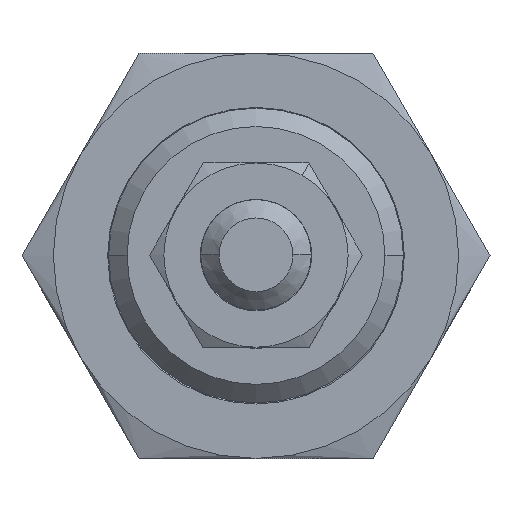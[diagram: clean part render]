
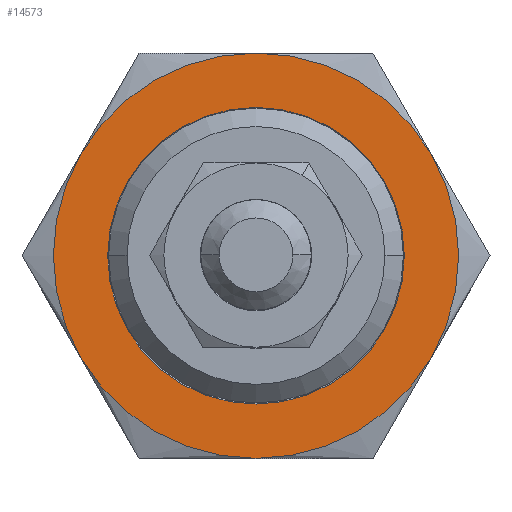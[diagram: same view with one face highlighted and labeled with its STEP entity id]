
A CAD part, top view. The second image highlights one B-rep face of the part: STEP entity #14573.
In plain terms, the highlighted planar face has unit normal (0, 0, 1).
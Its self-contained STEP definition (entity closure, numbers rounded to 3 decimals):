
#248 = DIRECTION ( 'NONE',  ( 0., 0., -1. ) ) ;
#332 = EDGE_CURVE ( 'NONE', #3151, #3071, #7055, .T. ) ;
#485 = DIRECTION ( 'NONE',  ( 0., 1., 0. ) ) ;
#1270 = VERTEX_POINT ( 'NONE', #22539 ) ;
#1840 = AXIS2_PLACEMENT_3D ( 'NONE', #15886, #23576, #8318 ) ;
#2169 = ORIENTED_EDGE ( 'NONE', *, *, #11524, .F. ) ;
#2508 = CIRCLE ( 'NONE', #19137, 11. ) ;
#3071 = VERTEX_POINT ( 'NONE', #14196 ) ;
#3151 = VERTEX_POINT ( 'NONE', #24472 ) ;
#3965 = VERTEX_POINT ( 'NONE', #6568 ) ;
#4024 = VERTEX_POINT ( 'NONE', #24418 ) ;
#4274 = FACE_OUTER_BOUND ( 'NONE', #10205, .T. ) ;
#4290 = VERTEX_POINT ( 'NONE', #17839 ) ;
#4673 = DIRECTION ( 'NONE',  ( 0., 1., 0. ) ) ;
#6004 = PLANE ( 'NONE',  #23458 ) ;
#6568 = CARTESIAN_POINT ( 'NONE',  ( -9.526, 5.5, 313. ) ) ;
#6888 = CARTESIAN_POINT ( 'NONE',  ( 0., 0., 313. ) ) ;
#7055 = CIRCLE ( 'NONE', #18152, 11. ) ;
#7160 = CARTESIAN_POINT ( 'NONE',  ( 0., 0., 313. ) ) ;
#7285 = CARTESIAN_POINT ( 'NONE',  ( 0., 0., 313. ) ) ;
#7365 = ORIENTED_EDGE ( 'NONE', *, *, #21532, .F. ) ;
#8231 = FACE_BOUND ( 'NONE', #13608, .T. ) ;
#8318 = DIRECTION ( 'NONE',  ( 0., 1., 0. ) ) ;
#8431 = AXIS2_PLACEMENT_3D ( 'NONE', #9898, #248, #485 ) ;
#8793 = CARTESIAN_POINT ( 'NONE',  ( 0., 11., 313. ) ) ;
#9066 = AXIS2_PLACEMENT_3D ( 'NONE', #7160, #14739, #11013 ) ;
#9313 = VERTEX_POINT ( 'NONE', #13411 ) ;
#9697 = CARTESIAN_POINT ( 'NONE',  ( 0., 0., 313. ) ) ;
#9898 = CARTESIAN_POINT ( 'NONE',  ( 0., 0., 313. ) ) ;
#10205 = EDGE_LOOP ( 'NONE', ( #2169, #13720, #11469, #7365, #10697, #22838 ) ) ;
#10269 = ORIENTED_EDGE ( 'NONE', *, *, #17546, .T. ) ;
#10313 = DIRECTION ( 'NONE',  ( 0., 1., 0. ) ) ;
#10697 = ORIENTED_EDGE ( 'NONE', *, *, #18892, .F. ) ;
#11013 = DIRECTION ( 'NONE',  ( 0., 1., 0. ) ) ;
#11311 = DIRECTION ( 'NONE',  ( 0., 0., -1. ) ) ;
#11453 = ORIENTED_EDGE ( 'NONE', *, *, #15344, .T. ) ;
#11469 = ORIENTED_EDGE ( 'NONE', *, *, #11665, .F. ) ;
#11524 = EDGE_CURVE ( 'NONE', #24549, #3151, #23047, .T. ) ;
#11665 = EDGE_CURVE ( 'NONE', #9313, #3965, #2508, .T. ) ;
#12110 = DIRECTION ( 'NONE',  ( 0., 0., -1. ) ) ;
#12993 = DIRECTION ( 'NONE',  ( 0., 1., 0. ) ) ;
#13411 = CARTESIAN_POINT ( 'NONE',  ( -9.526, -5.5, 313. ) ) ;
#13608 = EDGE_LOOP ( 'NONE', ( #10269, #11453 ) ) ;
#13689 = CARTESIAN_POINT ( 'NONE',  ( 0., 0., 313. ) ) ;
#13720 = ORIENTED_EDGE ( 'NONE', *, *, #13970, .F. ) ;
#13970 = EDGE_CURVE ( 'NONE', #3965, #24549, #18842, .T. ) ;
#14196 = CARTESIAN_POINT ( 'NONE',  ( 9.526, -5.5, 313. ) ) ;
#14573 = ADVANCED_FACE ( 'NONE', ( #8231, #4274 ), #6004, .F. ) ;
#14739 = DIRECTION ( 'NONE',  ( 0., 0., -1. ) ) ;
#14863 = DIRECTION ( 'NONE',  ( 0., 0., -1. ) ) ;
#15344 = EDGE_CURVE ( 'NONE', #4024, #4290, #19962, .T. ) ;
#15886 = CARTESIAN_POINT ( 'NONE',  ( 0., 0., 313. ) ) ;
#16147 = DIRECTION ( 'NONE',  ( 0., 0., -1. ) ) ;
#16215 = CARTESIAN_POINT ( 'NONE',  ( 0., 0., 313. ) ) ;
#17546 = EDGE_CURVE ( 'NONE', #4290, #4024, #24024, .T. ) ;
#17839 = CARTESIAN_POINT ( 'NONE',  ( 0., -8.05, 313. ) ) ;
#18152 = AXIS2_PLACEMENT_3D ( 'NONE', #9697, #11311, #22845 ) ;
#18714 = AXIS2_PLACEMENT_3D ( 'NONE', #6888, #12110, #4673 ) ;
#18842 = CIRCLE ( 'NONE', #1840, 11. ) ;
#18892 = EDGE_CURVE ( 'NONE', #3071, #1270, #23503, .T. ) ;
#18961 = CIRCLE ( 'NONE', #9066, 11. ) ;
#19137 = AXIS2_PLACEMENT_3D ( 'NONE', #16215, #20314, #21786 ) ;
#19527 = DIRECTION ( 'NONE',  ( 0., 1., 0. ) ) ;
#19962 = CIRCLE ( 'NONE', #23901, 8.05 ) ;
#20314 = DIRECTION ( 'NONE',  ( 0., 0., -1. ) ) ;
#21347 = CARTESIAN_POINT ( 'NONE',  ( 0., 0., 313. ) ) ;
#21532 = EDGE_CURVE ( 'NONE', #1270, #9313, #18961, .T. ) ;
#21614 = AXIS2_PLACEMENT_3D ( 'NONE', #21347, #16147, #10313 ) ;
#21786 = DIRECTION ( 'NONE',  ( 0., 1., 0. ) ) ;
#22539 = CARTESIAN_POINT ( 'NONE',  ( 0., -11., 313. ) ) ;
#22838 = ORIENTED_EDGE ( 'NONE', *, *, #332, .F. ) ;
#22845 = DIRECTION ( 'NONE',  ( 0., 1., 0. ) ) ;
#22990 = DIRECTION ( 'NONE',  ( 0., 0., -1. ) ) ;
#23047 = CIRCLE ( 'NONE', #8431, 11. ) ;
#23458 = AXIS2_PLACEMENT_3D ( 'NONE', #13689, #22990, #19527 ) ;
#23503 = CIRCLE ( 'NONE', #18714, 11. ) ;
#23576 = DIRECTION ( 'NONE',  ( 0., 0., -1. ) ) ;
#23901 = AXIS2_PLACEMENT_3D ( 'NONE', #7285, #14863, #12993 ) ;
#24024 = CIRCLE ( 'NONE', #21614, 8.05 ) ;
#24418 = CARTESIAN_POINT ( 'NONE',  ( 0., 8.05, 313. ) ) ;
#24472 = CARTESIAN_POINT ( 'NONE',  ( 9.526, 5.5, 313. ) ) ;
#24549 = VERTEX_POINT ( 'NONE', #8793 ) ;
